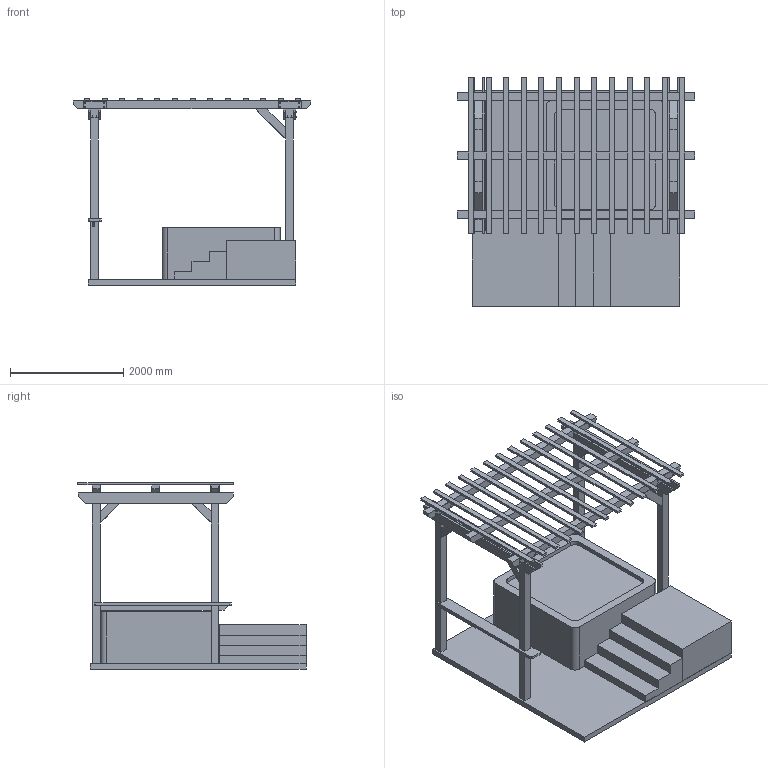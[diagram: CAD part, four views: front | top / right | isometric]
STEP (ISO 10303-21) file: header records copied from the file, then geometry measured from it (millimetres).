
FILE_DESCRIPTION(/* description */ (''),/* implementation_level */ '2;1');
FILE_NAME(/* name */ 'Hot tub pergola.step',/* time_stamp */ '2023-01-16T17:22:55-06:00',/* author */ (''),/* organization */ (''),/* preprocessor_version */ 'ST-DEVELOPER v19.2',/* originating_system */ 'Autodesk Translation Framework v11.17.0.187',/* authorisation */ '');
FILE_SCHEMA (('AUTOMOTIVE_DESIGN { 1 0 10303 214 3 1 1 }'));
Products named in the file (10): Hot tub; beams; split beams; slats; stairs; lower beam supports; upper beam supports; bar; t-strap large; 95526A600_Flanged Hex Head Screws for Wood
Assembly tree (10 placements, depth 2):
  Hot tub
    beams
    split beams
    slats
    stairs
    lower beam supports
    upper beam supports
    bar
    t-strap large
    95526A600_Flanged Hex Head Screws for Wood  x2
Bounding box: 4191 x 4025.9 x 3289.3 mm (x, y, z)
Volume: 7613653018.7 mm3; surface area: 91418070.6 mm2
Topology: 50 solids, 50 shells, 808 faces, 1987 edges, 1304 vertices
Faces by surface type: plane 454, cylinder 218, cone 102, bspline 34
Full cylindrical faces by diameter (mm): 6.429 x54, 7.977 x6, 9.525 x108, 20.574 x6, 31.75 x12
Entity records: 40561 total; most frequent: CARTESIAN_POINT 23266, ORIENTED_EDGE 3662, DIRECTION 3143, EDGE_CURVE 1831, VERTEX_POINT 1207, LINE 1159, VECTOR 1159, AXIS2_PLACEMENT_3D 992
